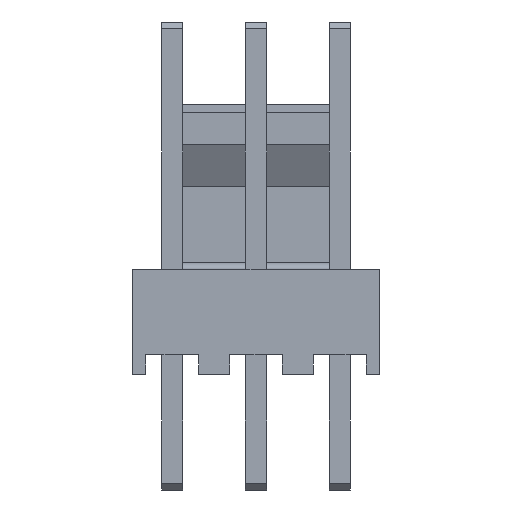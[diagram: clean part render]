
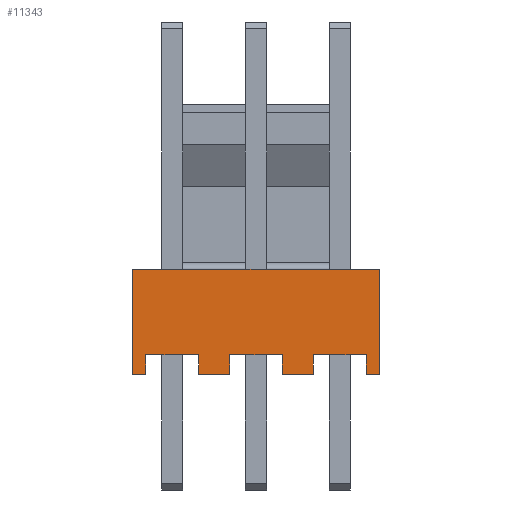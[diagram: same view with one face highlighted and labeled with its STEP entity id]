
A CAD part, front view. The second image highlights one B-rep face of the part: STEP entity #11343.
In plain terms, the highlighted planar face has unit normal (0, -1, 0).
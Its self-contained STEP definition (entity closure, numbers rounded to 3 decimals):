
#342 = LINE ( 'NONE', #511, #414 ) ;
#412 = DIRECTION ( 'NONE',  ( 1., 0., 0. ) ) ;
#414 = VECTOR ( 'NONE', #5797, 1000. ) ;
#511 = CARTESIAN_POINT ( 'NONE',  ( -3.735, -3.25, 0. ) ) ;
#693 = VERTEX_POINT ( 'NONE', #4031 ) ;
#827 = CARTESIAN_POINT ( 'NONE',  ( 3.735, -3.25, 3.18 ) ) ;
#1010 = ORIENTED_EDGE ( 'NONE', *, *, #5715, .T. ) ;
#1165 = VECTOR ( 'NONE', #4021, 1000. ) ;
#1191 = EDGE_CURVE ( 'NONE', #1854, #4033, #15407, .T. ) ;
#1360 = VECTOR ( 'NONE', #8669, 1000. ) ;
#1379 = PLANE ( 'NONE',  #13355 ) ;
#1814 = EDGE_CURVE ( 'NONE', #13954, #8714, #12312, .T. ) ;
#1850 = EDGE_CURVE ( 'NONE', #12711, #6407, #342, .T. ) ;
#1854 = VERTEX_POINT ( 'NONE', #9806 ) ;
#2139 = LINE ( 'NONE', #6204, #1360 ) ;
#2202 = CARTESIAN_POINT ( 'NONE',  ( 3.34, -3.25, 0.6 ) ) ;
#2294 = DIRECTION ( 'NONE',  ( 1., 0., 0. ) ) ;
#2526 = VECTOR ( 'NONE', #6102, 1000. ) ;
#2533 = LINE ( 'NONE', #9951, #13665 ) ;
#2654 = FACE_OUTER_BOUND ( 'NONE', #7631, .T. ) ;
#2771 = CARTESIAN_POINT ( 'NONE',  ( -3.34, -3.25, 0. ) ) ;
#2977 = ORIENTED_EDGE ( 'NONE', *, *, #14624, .T. ) ;
#3315 = VECTOR ( 'NONE', #412, 1000. ) ;
#3466 = DIRECTION ( 'NONE',  ( 0., 0., -1. ) ) ;
#3471 = EDGE_CURVE ( 'NONE', #4033, #15147, #3617, .T. ) ;
#3617 = LINE ( 'NONE', #4743, #9726 ) ;
#3688 = ORIENTED_EDGE ( 'NONE', *, *, #10678, .F. ) ;
#3796 = VECTOR ( 'NONE', #16586, 1000. ) ;
#3996 = CARTESIAN_POINT ( 'NONE',  ( 3.34, -3.25, 0.6 ) ) ;
#4021 = DIRECTION ( 'NONE',  ( -1., 0., 0. ) ) ;
#4031 = CARTESIAN_POINT ( 'NONE',  ( -3.34, -3.25, 0.6 ) ) ;
#4033 = VERTEX_POINT ( 'NONE', #8820 ) ;
#4100 = ORIENTED_EDGE ( 'NONE', *, *, #7793, .T. ) ;
#4161 = CARTESIAN_POINT ( 'NONE',  ( -0.8, -3.25, 0.6 ) ) ;
#4238 = EDGE_CURVE ( 'NONE', #10451, #15718, #6269, .T. ) ;
#4427 = CARTESIAN_POINT ( 'NONE',  ( -0.8, -3.25, 0.6 ) ) ;
#4589 = DIRECTION ( 'NONE',  ( 0., 0., -1. ) ) ;
#4743 = CARTESIAN_POINT ( 'NONE',  ( -3.735, -3.25, 0. ) ) ;
#5013 = DIRECTION ( 'NONE',  ( 0., 0., -1. ) ) ;
#5175 = CARTESIAN_POINT ( 'NONE',  ( -3.735, -3.25, 0. ) ) ;
#5291 = CARTESIAN_POINT ( 'NONE',  ( -3.735, -3.25, 8.18 ) ) ;
#5702 = DIRECTION ( 'NONE',  ( 0., 0., -1. ) ) ;
#5709 = ORIENTED_EDGE ( 'NONE', *, *, #1191, .T. ) ;
#5715 = EDGE_CURVE ( 'NONE', #9812, #12711, #2139, .T. ) ;
#5797 = DIRECTION ( 'NONE',  ( 1., 0., 0. ) ) ;
#6099 = CARTESIAN_POINT ( 'NONE',  ( 3.735, -3.25, 0. ) ) ;
#6102 = DIRECTION ( 'NONE',  ( 0., 0., -1. ) ) ;
#6111 = EDGE_CURVE ( 'NONE', #15250, #6407, #9314, .T. ) ;
#6204 = CARTESIAN_POINT ( 'NONE',  ( 0.8, -3.25, 0.6 ) ) ;
#6269 = LINE ( 'NONE', #16570, #13152 ) ;
#6407 = VERTEX_POINT ( 'NONE', #14793 ) ;
#6563 = CARTESIAN_POINT ( 'NONE',  ( 0.8, -3.25, 0.6 ) ) ;
#6916 = CARTESIAN_POINT ( 'NONE',  ( 3.34, -3.25, 0. ) ) ;
#7344 = ORIENTED_EDGE ( 'NONE', *, *, #13254, .F. ) ;
#7471 = ORIENTED_EDGE ( 'NONE', *, *, #9263, .F. ) ;
#7580 = CARTESIAN_POINT ( 'NONE',  ( -1.74, -3.25, 0.6 ) ) ;
#7631 = EDGE_LOOP ( 'NONE', ( #12391, #3688, #16057, #1010, #11819, #10832, #7344, #11918, #8232, #12802, #2977, #11665, #4100, #13750, #7471, #5709 ) ) ;
#7793 = EDGE_CURVE ( 'NONE', #8714, #9273, #15809, .T. ) ;
#7876 = CARTESIAN_POINT ( 'NONE',  ( -3.34, -3.25, 0.6 ) ) ;
#7936 = VECTOR ( 'NONE', #16856, 1000. ) ;
#8232 = ORIENTED_EDGE ( 'NONE', *, *, #4238, .T. ) ;
#8284 = VECTOR ( 'NONE', #9223, 1000. ) ;
#8308 = VECTOR ( 'NONE', #4589, 1000. ) ;
#8642 = DIRECTION ( 'NONE',  ( -1., 0., 0. ) ) ;
#8669 = DIRECTION ( 'NONE',  ( 0., 0., -1. ) ) ;
#8714 = VERTEX_POINT ( 'NONE', #5175 ) ;
#8754 = CARTESIAN_POINT ( 'NONE',  ( 1.74, -3.25, 0.6 ) ) ;
#8820 = CARTESIAN_POINT ( 'NONE',  ( -1.74, -3.25, 0. ) ) ;
#8995 = LINE ( 'NONE', #2202, #2526 ) ;
#9107 = EDGE_CURVE ( 'NONE', #16221, #10451, #8995, .T. ) ;
#9223 = DIRECTION ( 'NONE',  ( 0., 0., -1. ) ) ;
#9263 = EDGE_CURVE ( 'NONE', #1854, #693, #15704, .T. ) ;
#9273 = VERTEX_POINT ( 'NONE', #2771 ) ;
#9314 = LINE ( 'NONE', #11738, #8284 ) ;
#9483 = CARTESIAN_POINT ( 'NONE',  ( 0.8, -3.25, 0. ) ) ;
#9604 = VECTOR ( 'NONE', #5702, 1000. ) ;
#9726 = VECTOR ( 'NONE', #2294, 1000. ) ;
#9806 = CARTESIAN_POINT ( 'NONE',  ( -1.74, -3.25, 0.6 ) ) ;
#9812 = VERTEX_POINT ( 'NONE', #6563 ) ;
#9873 = EDGE_CURVE ( 'NONE', #9812, #12911, #11800, .T. ) ;
#9924 = CARTESIAN_POINT ( 'NONE',  ( 1.74, -3.25, 0.6 ) ) ;
#9951 = CARTESIAN_POINT ( 'NONE',  ( -3.34, -3.25, 0.6 ) ) ;
#10311 = CARTESIAN_POINT ( 'NONE',  ( 3.735, -3.25, 8.18 ) ) ;
#10451 = VERTEX_POINT ( 'NONE', #6916 ) ;
#10509 = DIRECTION ( 'NONE',  ( 0., 1., 0. ) ) ;
#10636 = VECTOR ( 'NONE', #5013, 1000. ) ;
#10673 = DIRECTION ( 'NONE',  ( 0., 0., 1. ) ) ;
#10678 = EDGE_CURVE ( 'NONE', #12911, #15147, #16352, .T. ) ;
#10683 = CARTESIAN_POINT ( 'NONE',  ( -0.8, -3.25, 0.6 ) ) ;
#10832 = ORIENTED_EDGE ( 'NONE', *, *, #6111, .F. ) ;
#11054 = VERTEX_POINT ( 'NONE', #14154 ) ;
#11343 = ADVANCED_FACE ( 'NONE', ( #2654 ), #1379, .F. ) ;
#11665 = ORIENTED_EDGE ( 'NONE', *, *, #1814, .T. ) ;
#11738 = CARTESIAN_POINT ( 'NONE',  ( 1.74, -3.25, 0.6 ) ) ;
#11800 = LINE ( 'NONE', #4161, #7936 ) ;
#11819 = ORIENTED_EDGE ( 'NONE', *, *, #1850, .T. ) ;
#11918 = ORIENTED_EDGE ( 'NONE', *, *, #9107, .T. ) ;
#12312 = LINE ( 'NONE', #13773, #8308 ) ;
#12391 = ORIENTED_EDGE ( 'NONE', *, *, #3471, .T. ) ;
#12480 = LINE ( 'NONE', #8754, #3796 ) ;
#12636 = LINE ( 'NONE', #827, #15267 ) ;
#12711 = VERTEX_POINT ( 'NONE', #9483 ) ;
#12802 = ORIENTED_EDGE ( 'NONE', *, *, #16689, .F. ) ;
#12911 = VERTEX_POINT ( 'NONE', #10683 ) ;
#13152 = VECTOR ( 'NONE', #13988, 1000. ) ;
#13212 = CARTESIAN_POINT ( 'NONE',  ( -0.8, -3.25, 0. ) ) ;
#13254 = EDGE_CURVE ( 'NONE', #16221, #15250, #12480, .T. ) ;
#13355 = AXIS2_PLACEMENT_3D ( 'NONE', #5291, #10509, #10673 ) ;
#13665 = VECTOR ( 'NONE', #15454, 1000. ) ;
#13750 = ORIENTED_EDGE ( 'NONE', *, *, #16853, .F. ) ;
#13773 = CARTESIAN_POINT ( 'NONE',  ( -3.735, -3.25, 8.18 ) ) ;
#13954 = VERTEX_POINT ( 'NONE', #16223 ) ;
#13988 = DIRECTION ( 'NONE',  ( 1., 0., 0. ) ) ;
#14154 = CARTESIAN_POINT ( 'NONE',  ( 3.735, -3.25, 3.18 ) ) ;
#14624 = EDGE_CURVE ( 'NONE', #11054, #13954, #12636, .T. ) ;
#14774 = CARTESIAN_POINT ( 'NONE',  ( -3.735, -3.25, 0. ) ) ;
#14793 = CARTESIAN_POINT ( 'NONE',  ( 1.74, -3.25, 0. ) ) ;
#15147 = VERTEX_POINT ( 'NONE', #13212 ) ;
#15210 = VECTOR ( 'NONE', #3466, 1000. ) ;
#15250 = VERTEX_POINT ( 'NONE', #9924 ) ;
#15267 = VECTOR ( 'NONE', #8642, 1000. ) ;
#15407 = LINE ( 'NONE', #7580, #15210 ) ;
#15454 = DIRECTION ( 'NONE',  ( 0., 0., -1. ) ) ;
#15549 = LINE ( 'NONE', #10311, #10636 ) ;
#15704 = LINE ( 'NONE', #7876, #1165 ) ;
#15718 = VERTEX_POINT ( 'NONE', #6099 ) ;
#15809 = LINE ( 'NONE', #14774, #3315 ) ;
#16057 = ORIENTED_EDGE ( 'NONE', *, *, #9873, .F. ) ;
#16221 = VERTEX_POINT ( 'NONE', #3996 ) ;
#16223 = CARTESIAN_POINT ( 'NONE',  ( -3.735, -3.25, 3.18 ) ) ;
#16352 = LINE ( 'NONE', #4427, #9604 ) ;
#16570 = CARTESIAN_POINT ( 'NONE',  ( -3.735, -3.25, 0. ) ) ;
#16586 = DIRECTION ( 'NONE',  ( -1., 0., 0. ) ) ;
#16689 = EDGE_CURVE ( 'NONE', #11054, #15718, #15549, .T. ) ;
#16853 = EDGE_CURVE ( 'NONE', #693, #9273, #2533, .T. ) ;
#16856 = DIRECTION ( 'NONE',  ( -1., 0., 0. ) ) ;
